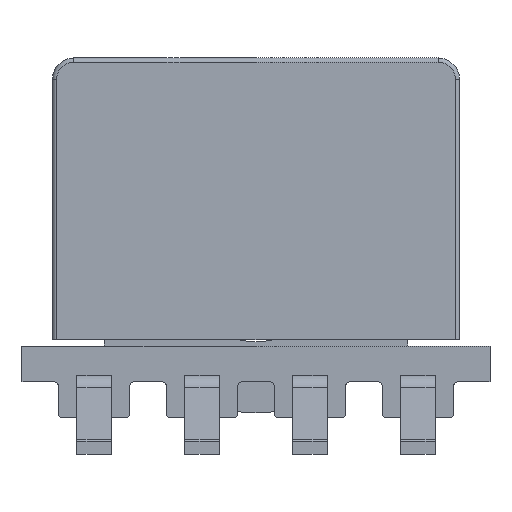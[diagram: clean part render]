
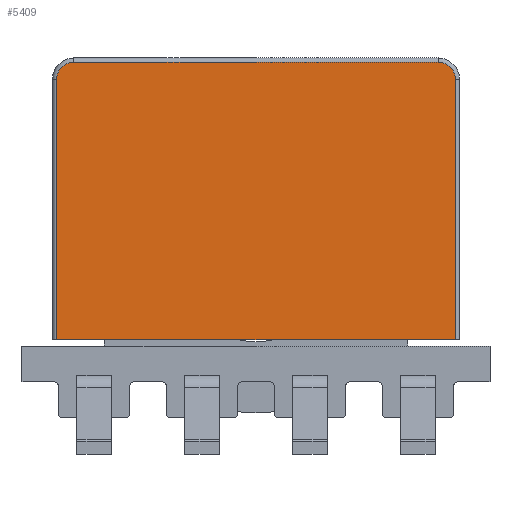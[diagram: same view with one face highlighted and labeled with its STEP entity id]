
A CAD part, front view. The second image highlights one B-rep face of the part: STEP entity #5409.
In plain terms, the highlighted planar face has unit normal (0, -1, 0).
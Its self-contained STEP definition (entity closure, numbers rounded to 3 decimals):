
#192=CIRCLE('',#5785,0.4);
#193=CIRCLE('',#5786,0.4);
#1388=ORIENTED_EDGE('',*,*,#1981,.T.);
#1389=ORIENTED_EDGE('',*,*,#1991,.F.);
#1390=ORIENTED_EDGE('',*,*,#1992,.F.);
#1391=ORIENTED_EDGE('',*,*,#1993,.F.);
#1392=ORIENTED_EDGE('',*,*,#1994,.F.);
#1393=ORIENTED_EDGE('',*,*,#1995,.T.);
#1981=EDGE_CURVE('',#2369,#2368,#2774,.T.);
#1991=EDGE_CURVE('',#2374,#2368,#2777,.T.);
#1992=EDGE_CURVE('',#2375,#2374,#192,.T.);
#1993=EDGE_CURVE('',#2376,#2375,#2778,.T.);
#1994=EDGE_CURVE('',#2377,#2376,#193,.T.);
#1995=EDGE_CURVE('',#2377,#2369,#2779,.T.);
#2368=VERTEX_POINT('',#8070);
#2369=VERTEX_POINT('',#8072);
#2374=VERTEX_POINT('',#8141);
#2375=VERTEX_POINT('',#8143);
#2376=VERTEX_POINT('',#8145);
#2377=VERTEX_POINT('',#8147);
#2774=LINE('',#8071,#3178);
#2777=LINE('',#8140,#3181);
#2778=LINE('',#8144,#3182);
#2779=LINE('',#8148,#3183);
#3178=VECTOR('',#6900,1000.);
#3181=VECTOR('',#6921,1000.);
#3182=VECTOR('',#6924,1000.);
#3183=VECTOR('',#6927,1000.);
#3399=EDGE_LOOP('',(#1388,#1389,#1390,#1391,#1392,#1393));
#3621=FACE_BOUND('',#3399,.T.);
#3750=PLANE('',#5784);
#5409=ADVANCED_FACE('',(#3621),#3750,.F.);
#5784=AXIS2_PLACEMENT_3D('',#8139,#6919,#6920);
#5785=AXIS2_PLACEMENT_3D('',#8142,#6922,#6923);
#5786=AXIS2_PLACEMENT_3D('',#8146,#6925,#6926);
#6900=DIRECTION('',(1.,0.,0.));
#6919=DIRECTION('',(0.,1.,0.));
#6920=DIRECTION('',(0.,0.,-1.));
#6921=DIRECTION('',(0.,0.,-1.));
#6922=DIRECTION('',(0.,1.,0.));
#6923=DIRECTION('',(0.,0.,-1.));
#6924=DIRECTION('',(1.,0.,0.));
#6925=DIRECTION('',(0.,1.,0.));
#6926=DIRECTION('',(0.,0.,-1.));
#6927=DIRECTION('',(0.,0.,-1.));
#8070=CARTESIAN_POINT('',(4.6,-3.75,-1.7));
#8071=CARTESIAN_POINT('',(-4.7,-3.75,-1.7));
#8072=CARTESIAN_POINT('',(-4.6,-3.75,-1.7));
#8139=CARTESIAN_POINT('',(-4.7,-3.75,4.8));
#8140=CARTESIAN_POINT('',(4.6,-3.75,4.8));
#8141=CARTESIAN_POINT('',(4.6,-3.75,4.3));
#8142=CARTESIAN_POINT('',(4.2,-3.75,4.3));
#8143=CARTESIAN_POINT('',(4.2,-3.75,4.7));
#8144=CARTESIAN_POINT('',(-4.2,-3.75,4.7));
#8145=CARTESIAN_POINT('',(-4.2,-3.75,4.7));
#8146=CARTESIAN_POINT('',(-4.2,-3.75,4.3));
#8147=CARTESIAN_POINT('',(-4.6,-3.75,4.3));
#8148=CARTESIAN_POINT('',(-4.6,-3.75,4.8));
